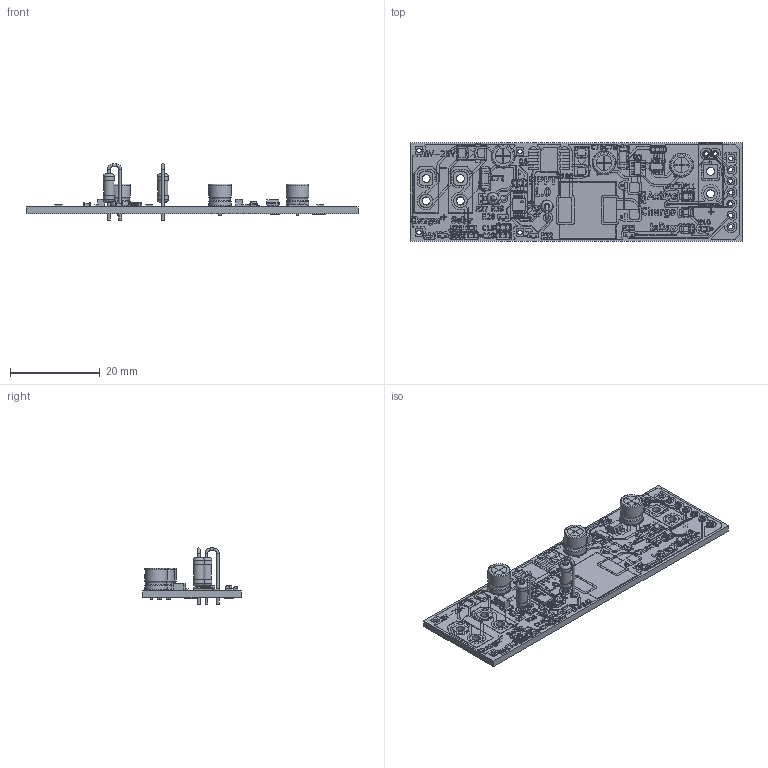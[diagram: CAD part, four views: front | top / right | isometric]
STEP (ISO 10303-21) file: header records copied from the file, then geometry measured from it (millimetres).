
FILE_DESCRIPTION(('KiCad electronic assembly'),'2;1');
FILE_NAME('MPPT.step','2025-04-29T00:57:30',('Pcbnew'),('Kicad'), 'Open CASCADE STEP processor 7.8','KiCad to STEP converter','Unknown' );
FILE_SCHEMA(('AUTOMOTIVE_DESIGN { 1 0 10303 214 1 1 1 1 }'));
Length unit declared in the file: millimetre
Products named in the file (13): MPPT 1; C_0603_1608Metric; R_0603_1608Metric; LED_0805_2012Metric; SOT-23-6; TSSOP-10_3x3mm_P0.5mm; R_Axial_DIN0207_L6.3mm_D2.5mm_P2.54mm_Vertical; CP_Radial_D5.0mm_P2.00mm; SOT-23; C_1206_3216Metric; MPPT_copper; MPPT_silkscreen; MPPT_PCB
Assembly tree (29 placements, depth 2):
  MPPT 1
    C_0603_1608Metric  x5
    R_0603_1608Metric  x8
    LED_0805_2012Metric  x3
    SOT-23-6
    TSSOP-10_3x3mm_P0.5mm
    R_Axial_DIN0207_L6.3mm_D2.5mm_P2.54mm_Vertical  x2
    CP_Radial_D5.0mm_P2.00mm  x3
    SOT-23
    C_1206_3216Metric  x2
    MPPT_copper
    MPPT_silkscreen
    MPPT_PCB
Bounding box: 74 x 22 x 12.5 mm (x, y, z)
Volume: 2889.6 mm3; surface area: 9673.8 mm2
Topology: 54 solids, 223 shells, 4671 faces, 15607 edges, 11287 vertices
Faces by surface type: plane 3380, cylinder 1153, bspline 109, revolution 15, torus 14
Full cylindrical faces by diameter (mm): 0.25 x15, 0.3 x30, 0.5 x7, 0.6 x8, 0.75 x10, 0.8 x20, 0.95 x13, 1 x26, 1.524 x4, 1.6 x14, 1.7 x12, 1.75 x6, 1.8 x12, 2.25 x2, 2.5 x4, 3 x6, 4.01 x2
Entity records: 161591 total; most frequent: CARTESIAN_POINT 29879, ORIENTED_EDGE 25596, DIRECTION 25160, EDGE_CURVE 14246, LINE 11227, VECTOR 11227, VERTEX_POINT 10405, AXIS2_PLACEMENT_3D 6964
